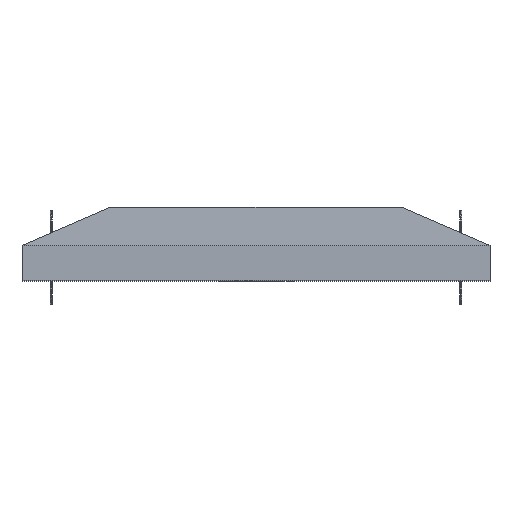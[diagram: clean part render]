
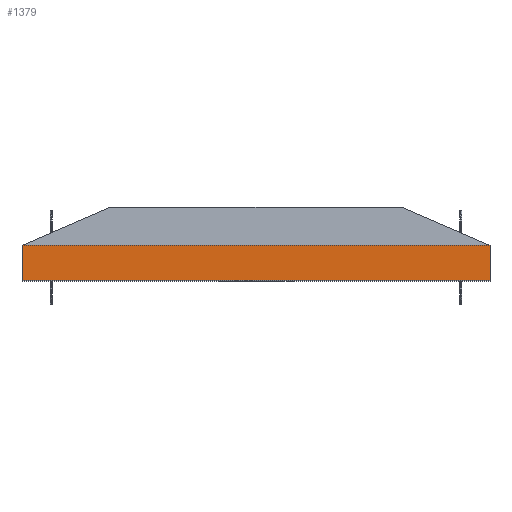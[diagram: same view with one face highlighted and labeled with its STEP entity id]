
A CAD part, top view. The second image highlights one B-rep face of the part: STEP entity #1379.
In plain terms, the highlighted planar face has unit normal (0, 0, 1).
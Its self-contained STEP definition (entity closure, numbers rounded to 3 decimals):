
#18 = VERTEX_POINT ( 'NONE', #699 ) ;
#140 = ORIENTED_EDGE ( 'NONE', *, *, #1294, .F. ) ;
#215 = CARTESIAN_POINT ( 'NONE',  ( -800., 0., 800. ) ) ;
#308 = DIRECTION ( 'NONE',  ( 0., 0., -1. ) ) ;
#376 = DIRECTION ( 'NONE',  ( 1., 0., 0. ) ) ;
#403 = VECTOR ( 'NONE', #376, 1000. ) ;
#423 = CARTESIAN_POINT ( 'NONE',  ( -800., 120., 800. ) ) ;
#437 = CARTESIAN_POINT ( 'NONE',  ( -800., 0., 800. ) ) ;
#572 = VECTOR ( 'NONE', #1940, 1000. ) ;
#609 = DIRECTION ( 'NONE',  ( 0., 1., 0. ) ) ;
#621 = EDGE_CURVE ( 'NONE', #18, #1509, #1753, .T. ) ;
#699 = CARTESIAN_POINT ( 'NONE',  ( 800., 0., 800. ) ) ;
#804 = DIRECTION ( 'NONE',  ( -1., 0., 0. ) ) ;
#821 = ORIENTED_EDGE ( 'NONE', *, *, #1906, .F. ) ;
#870 = LINE ( 'NONE', #437, #1783 ) ;
#915 = ORIENTED_EDGE ( 'NONE', *, *, #1727, .T. ) ;
#1001 = CARTESIAN_POINT ( 'NONE',  ( -800., 0., 800. ) ) ;
#1010 = EDGE_LOOP ( 'NONE', ( #1800, #140, #821, #915 ) ) ;
#1269 = CARTESIAN_POINT ( 'NONE',  ( -800., 120., 800. ) ) ;
#1294 = EDGE_CURVE ( 'NONE', #1861, #1509, #1636, .T. ) ;
#1332 = FACE_OUTER_BOUND ( 'NONE', #1010, .T. ) ;
#1334 = CARTESIAN_POINT ( 'NONE',  ( 800., 0., 800. ) ) ;
#1379 = ADVANCED_FACE ( 'NONE', ( #1332 ), #1733, .F. ) ;
#1464 = LINE ( 'NONE', #215, #403 ) ;
#1509 = VERTEX_POINT ( 'NONE', #1749 ) ;
#1515 = VERTEX_POINT ( 'NONE', #1001 ) ;
#1573 = CARTESIAN_POINT ( 'NONE',  ( 0., 0., 800. ) ) ;
#1636 = LINE ( 'NONE', #1269, #1793 ) ;
#1690 = DIRECTION ( 'NONE',  ( 1., 0., 0. ) ) ;
#1707 = AXIS2_PLACEMENT_3D ( 'NONE', #1573, #308, #804 ) ;
#1727 = EDGE_CURVE ( 'NONE', #1515, #18, #1464, .T. ) ;
#1733 = PLANE ( 'NONE',  #1707 ) ;
#1749 = CARTESIAN_POINT ( 'NONE',  ( 800., 120., 800. ) ) ;
#1753 = LINE ( 'NONE', #1334, #572 ) ;
#1783 = VECTOR ( 'NONE', #609, 1000. ) ;
#1793 = VECTOR ( 'NONE', #1690, 1000. ) ;
#1800 = ORIENTED_EDGE ( 'NONE', *, *, #621, .T. ) ;
#1861 = VERTEX_POINT ( 'NONE', #423 ) ;
#1906 = EDGE_CURVE ( 'NONE', #1515, #1861, #870, .T. ) ;
#1940 = DIRECTION ( 'NONE',  ( 0., 1., 0. ) ) ;
